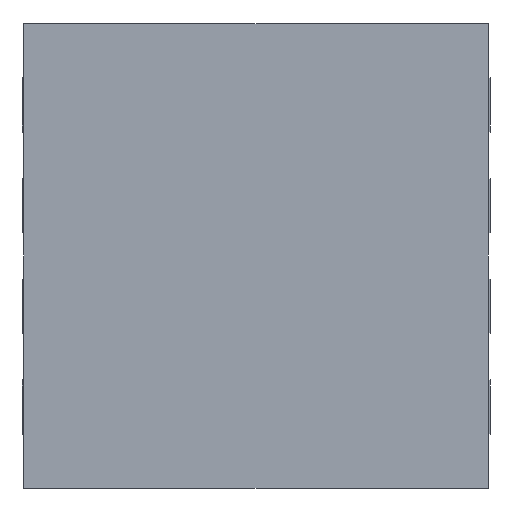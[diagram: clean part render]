
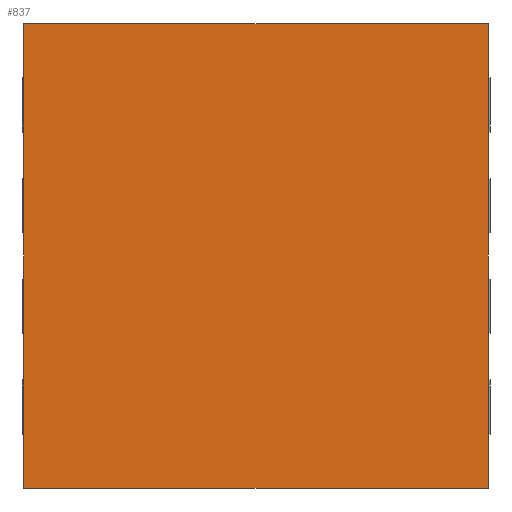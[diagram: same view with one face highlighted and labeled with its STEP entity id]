
A CAD part, front view. The second image highlights one B-rep face of the part: STEP entity #837.
In plain terms, the highlighted planar face has unit normal (0, -1, 0).
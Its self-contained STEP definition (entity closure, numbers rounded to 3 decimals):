
#29=PLANE('',#917);
#85=FACE_OUTER_BOUND('',#142,.T.);
#142=EDGE_LOOP('',(#622,#623,#624,#625));
#192=LINE('',#1204,#301);
#196=LINE('',#1212,#305);
#199=LINE('',#1218,#308);
#202=LINE('',#1223,#311);
#301=VECTOR('',#979,10.);
#305=VECTOR('',#985,10.);
#308=VECTOR('',#990,10.);
#311=VECTOR('',#995,10.);
#413=VERTEX_POINT('',#1202);
#414=VERTEX_POINT('',#1203);
#417=VERTEX_POINT('',#1211);
#419=VERTEX_POINT('',#1217);
#488=EDGE_CURVE('',#413,#414,#192,.T.);
#492=EDGE_CURVE('',#417,#413,#196,.T.);
#495=EDGE_CURVE('',#419,#417,#199,.T.);
#498=EDGE_CURVE('',#414,#419,#202,.T.);
#622=ORIENTED_EDGE('',*,*,#498,.F.);
#623=ORIENTED_EDGE('',*,*,#488,.F.);
#624=ORIENTED_EDGE('',*,*,#492,.F.);
#625=ORIENTED_EDGE('',*,*,#495,.F.);
#837=ADVANCED_FACE('',(#85),#29,.F.);
#917=AXIS2_PLACEMENT_3D('',#1226,#999,#1000);
#979=DIRECTION('',(1.,0.,0.));
#985=DIRECTION('',(0.,0.,1.));
#990=DIRECTION('',(-1.,0.,0.));
#995=DIRECTION('',(0.,0.,-1.));
#999=DIRECTION('center_axis',(0.,1.,0.));
#1000=DIRECTION('ref_axis',(1.,0.,0.));
#1202=CARTESIAN_POINT('',(-1.5,0.,1.5));
#1203=CARTESIAN_POINT('',(1.5,0.,1.5));
#1204=CARTESIAN_POINT('',(-1.5,0.,1.5));
#1211=CARTESIAN_POINT('',(-1.5,0.,-1.5));
#1212=CARTESIAN_POINT('',(-1.5,0.,-1.5));
#1217=CARTESIAN_POINT('',(1.5,0.,-1.5));
#1218=CARTESIAN_POINT('',(1.5,0.,-1.5));
#1223=CARTESIAN_POINT('',(1.5,0.,1.5));
#1226=CARTESIAN_POINT('Origin',(0.,0.,0.));
